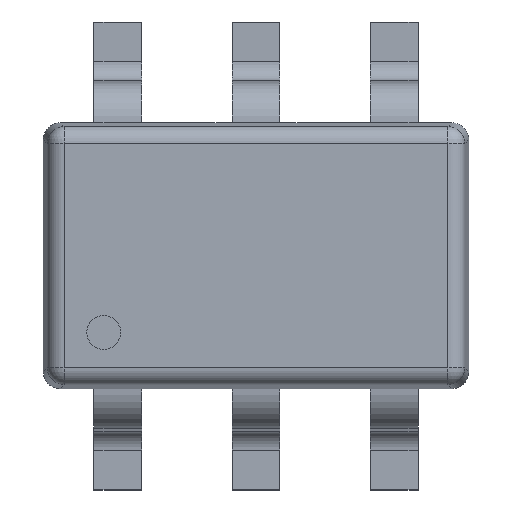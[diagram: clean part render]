
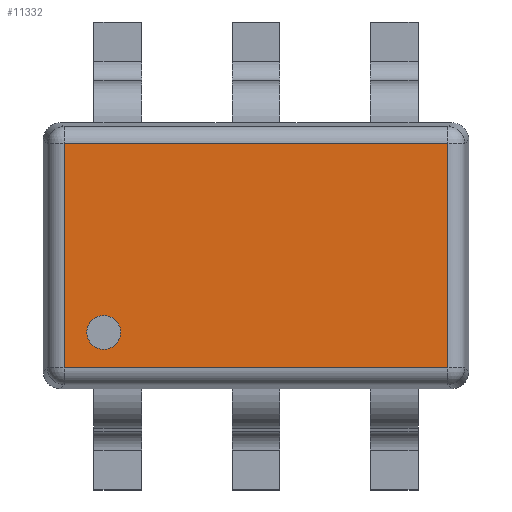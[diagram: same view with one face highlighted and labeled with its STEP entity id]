
A CAD part, top view. The second image highlights one B-rep face of the part: STEP entity #11332.
In plain terms, the highlighted planar face has unit normal (0, 0, 1).
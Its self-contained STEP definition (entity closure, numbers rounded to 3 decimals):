
#247 = AXIS2_PLACEMENT_3D ( 'NONE', #8360, #3448, #8433 ) ;
#524 = CARTESIAN_POINT ( 'NONE',  ( -0.716, -0.361, 1. ) ) ;
#807 = VERTEX_POINT ( 'NONE', #11564 ) ;
#1290 = DIRECTION ( 'NONE',  ( 0., 1., 0. ) ) ;
#1751 = CIRCLE ( 'NONE', #6958, 0.08 ) ;
#2159 = EDGE_LOOP ( 'NONE', ( #8375, #15532, #15251, #9185 ) ) ;
#2174 = FACE_OUTER_BOUND ( 'NONE', #2159, .T. ) ;
#2402 = PLANE ( 'NONE',  #9878 ) ;
#2480 = EDGE_CURVE ( 'NONE', #807, #11383, #9328, .T. ) ;
#2565 = DIRECTION ( 'NONE',  ( -1., 0., 0. ) ) ;
#2931 = LINE ( 'NONE', #9136, #11156 ) ;
#3131 = CARTESIAN_POINT ( 'NONE',  ( 0.972, -0.527, 1. ) ) ;
#3218 = DIRECTION ( 'NONE',  ( 0., 0., 1. ) ) ;
#3355 = VERTEX_POINT ( 'NONE', #15694 ) ;
#3448 = DIRECTION ( 'NONE',  ( 0., 0., 1. ) ) ;
#5110 = CARTESIAN_POINT ( 'NONE',  ( 0.902, -0.527, 1. ) ) ;
#6153 = CARTESIAN_POINT ( 'NONE',  ( -0.796, -0.361, 1. ) ) ;
#6958 = AXIS2_PLACEMENT_3D ( 'NONE', #524, #3218, #12940 ) ;
#7358 = CARTESIAN_POINT ( 'NONE',  ( -0.902, -0.597, 1. ) ) ;
#8360 = CARTESIAN_POINT ( 'NONE',  ( -0.716, -0.361, 1. ) ) ;
#8375 = ORIENTED_EDGE ( 'NONE', *, *, #15127, .T. ) ;
#8433 = DIRECTION ( 'NONE',  ( 1., 0., 0. ) ) ;
#8864 = EDGE_CURVE ( 'NONE', #14763, #3355, #2931, .T. ) ;
#9136 = CARTESIAN_POINT ( 'NONE',  ( -0.972, 0.527, 1. ) ) ;
#9185 = ORIENTED_EDGE ( 'NONE', *, *, #2480, .T. ) ;
#9328 = LINE ( 'NONE', #3131, #15058 ) ;
#9513 = VERTEX_POINT ( 'NONE', #13333 ) ;
#9537 = EDGE_CURVE ( 'NONE', #3355, #807, #14867, .T. ) ;
#9559 = EDGE_CURVE ( 'NONE', #9513, #11026, #13041, .T. ) ;
#9878 = AXIS2_PLACEMENT_3D ( 'NONE', #13839, #15144, #2565 ) ;
#10779 = EDGE_CURVE ( 'NONE', #11026, #9513, #1751, .T. ) ;
#10831 = EDGE_LOOP ( 'NONE', ( #14742, #13326 ) ) ;
#10938 = CARTESIAN_POINT ( 'NONE',  ( 0.902, 0.527, 1. ) ) ;
#11026 = VERTEX_POINT ( 'NONE', #6153 ) ;
#11156 = VECTOR ( 'NONE', #11678, 1000. ) ;
#11332 = ADVANCED_FACE ( 'NONE', ( #12220, #2174 ), #2402, .F. ) ;
#11383 = VERTEX_POINT ( 'NONE', #5110 ) ;
#11564 = CARTESIAN_POINT ( 'NONE',  ( -0.902, -0.527, 1. ) ) ;
#11678 = DIRECTION ( 'NONE',  ( -1., 0., 0. ) ) ;
#12109 = VECTOR ( 'NONE', #1290, 1000. ) ;
#12220 = FACE_BOUND ( 'NONE', #10831, .T. ) ;
#12482 = CARTESIAN_POINT ( 'NONE',  ( 0.902, 0.597, 1. ) ) ;
#12940 = DIRECTION ( 'NONE',  ( 1., 0., 0. ) ) ;
#13041 = CIRCLE ( 'NONE', #247, 0.08 ) ;
#13326 = ORIENTED_EDGE ( 'NONE', *, *, #10779, .F. ) ;
#13333 = CARTESIAN_POINT ( 'NONE',  ( -0.636, -0.361, 1. ) ) ;
#13704 = LINE ( 'NONE', #12482, #12109 ) ;
#13839 = CARTESIAN_POINT ( 'NONE',  ( 0., 0., 1. ) ) ;
#14705 = DIRECTION ( 'NONE',  ( 0., -1., 0. ) ) ;
#14742 = ORIENTED_EDGE ( 'NONE', *, *, #9559, .F. ) ;
#14763 = VERTEX_POINT ( 'NONE', #10938 ) ;
#14867 = LINE ( 'NONE', #7358, #15115 ) ;
#15058 = VECTOR ( 'NONE', #15791, 1000. ) ;
#15115 = VECTOR ( 'NONE', #14705, 1000. ) ;
#15127 = EDGE_CURVE ( 'NONE', #11383, #14763, #13704, .T. ) ;
#15144 = DIRECTION ( 'NONE',  ( 0., 0., -1. ) ) ;
#15251 = ORIENTED_EDGE ( 'NONE', *, *, #9537, .T. ) ;
#15532 = ORIENTED_EDGE ( 'NONE', *, *, #8864, .T. ) ;
#15694 = CARTESIAN_POINT ( 'NONE',  ( -0.902, 0.527, 1. ) ) ;
#15791 = DIRECTION ( 'NONE',  ( 1., 0., 0. ) ) ;
